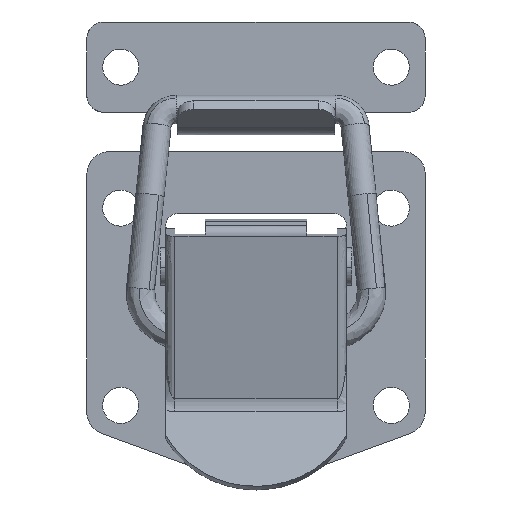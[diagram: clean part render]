
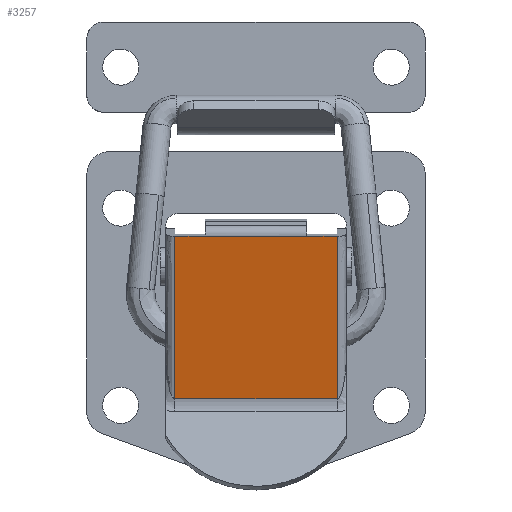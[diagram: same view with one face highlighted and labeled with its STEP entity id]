
A CAD part, front view. The second image highlights one B-rep face of the part: STEP entity #3257.
In plain terms, the highlighted free-form (B-spline) face has degree [1, 1] with [2, 2] control points.
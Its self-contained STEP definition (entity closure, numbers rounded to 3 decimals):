
#2198=CARTESIAN_POINT('',(-3.431,-7.2,-25.651));
#2199=VERTEX_POINT('',#2198);
#2258=CARTESIAN_POINT('',(-3.431,7.2,-25.651));
#2259=VERTEX_POINT('',#2258);
#2281=CARTESIAN_POINT('',(-3.431,7.2,-25.651));
#2282=CARTESIAN_POINT('',(-3.431,-7.2,-25.651));
#2283=QUASI_UNIFORM_CURVE('',1,(#2281,#2282),.UNSPECIFIED.,.F.,.U.);
#2284=EDGE_CURVE('',#2259,#2199,#2283,.T.);
#2460=CARTESIAN_POINT('',(-6.5,-4.5,-11.25));
#2461=VERTEX_POINT('',#2460);
#2482=CARTESIAN_POINT('',(-6.5,4.5,-11.25));
#2483=VERTEX_POINT('',#2482);
#2497=CARTESIAN_POINT('',(-6.5,-4.5,-11.25));
#2498=CARTESIAN_POINT('',(-6.5,4.5,-11.25));
#2499=QUASI_UNIFORM_CURVE('',1,(#2497,#2498),.UNSPECIFIED.,.F.,.U.);
#2500=EDGE_CURVE('',#2461,#2483,#2499,.T.);
#2807=CARTESIAN_POINT('',(-6.5,-7.2,-11.25));
#2808=VERTEX_POINT('',#2807);
#2809=CARTESIAN_POINT('',(-3.431,-7.2,-25.651));
#2810=CARTESIAN_POINT('',(-6.5,-7.2,-11.25));
#2811=QUASI_UNIFORM_CURVE('',1,(#2809,#2810),.UNSPECIFIED.,.F.,.U.);
#2812=EDGE_CURVE('',#2199,#2808,#2811,.T.);
#2860=CARTESIAN_POINT('',(-6.5,7.2,-11.25));
#2861=VERTEX_POINT('',#2860);
#2862=CARTESIAN_POINT('',(-6.5,7.2,-11.25));
#2863=CARTESIAN_POINT('',(-3.431,7.2,-25.651));
#2864=QUASI_UNIFORM_CURVE('',1,(#2862,#2863),.UNSPECIFIED.,.F.,.U.);
#2865=EDGE_CURVE('',#2861,#2259,#2864,.T.);
#3086=CARTESIAN_POINT('',(-6.5,-7.2,-11.25));
#3087=CARTESIAN_POINT('',(-6.5,-4.5,-11.25));
#3088=QUASI_UNIFORM_CURVE('',1,(#3086,#3087),.UNSPECIFIED.,.F.,.U.);
#3089=EDGE_CURVE('',#2808,#2461,#3088,.T.);
#3240=CARTESIAN_POINT('',(-6.653,-7.919,-10.531));
#3241=CARTESIAN_POINT('',(-3.277,-7.919,-26.371));
#3242=CARTESIAN_POINT('',(-6.653,7.919,-10.531));
#3243=CARTESIAN_POINT('',(-3.277,7.919,-26.371));
#3244=B_SPLINE_SURFACE_WITH_KNOTS('',1,1,((#3240,#3242),(#3241,#3243)),.UNSPECIFIED.,.F.,.F.,.U.,(2,2),(2,2),(0.0,16.196),(0.0,15.839),.UNSPECIFIED.);
#3245=ORIENTED_EDGE('',*,*,#2865,.T.);
#3246=ORIENTED_EDGE('',*,*,#2284,.T.);
#3247=ORIENTED_EDGE('',*,*,#2812,.T.);
#3248=ORIENTED_EDGE('',*,*,#3089,.T.);
#3249=ORIENTED_EDGE('',*,*,#2500,.T.);
#3250=CARTESIAN_POINT('',(-6.5,4.5,-11.25));
#3251=CARTESIAN_POINT('',(-6.5,7.2,-11.25));
#3252=QUASI_UNIFORM_CURVE('',1,(#3250,#3251),.UNSPECIFIED.,.F.,.U.);
#3253=EDGE_CURVE('',#2483,#2861,#3252,.T.);
#3254=ORIENTED_EDGE('',*,*,#3253,.T.);
#3255=EDGE_LOOP('',(#3245,#3246,#3247,#3248,#3249,#3254));
#3256=FACE_OUTER_BOUND('',#3255,.T.);
#3257=ADVANCED_FACE('',(#3256),#3244,.F.);
